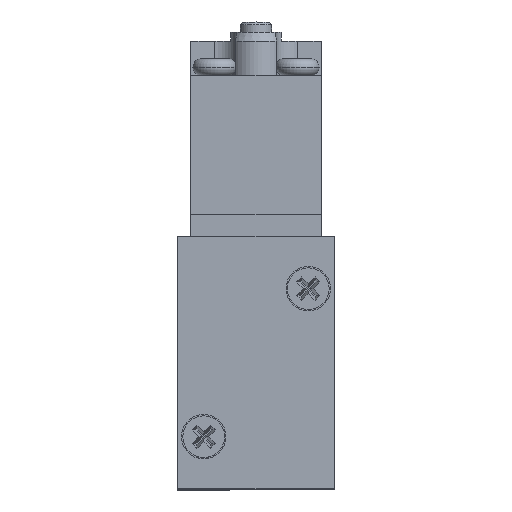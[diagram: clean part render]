
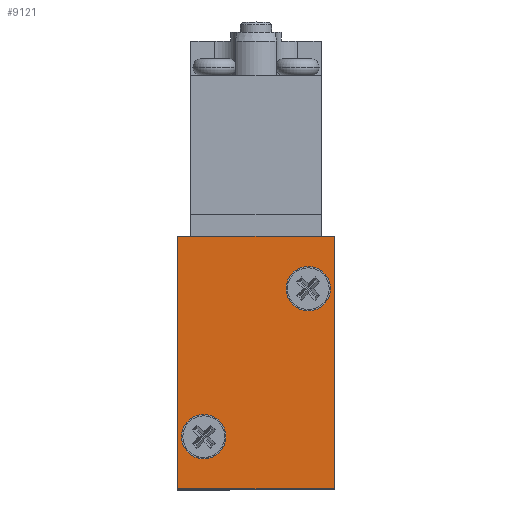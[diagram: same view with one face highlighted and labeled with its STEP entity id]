
A CAD part, top view. The second image highlights one B-rep face of the part: STEP entity #9121.
In plain terms, the highlighted planar face has unit normal (0, 0, 1).
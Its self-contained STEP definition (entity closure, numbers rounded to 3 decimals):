
#78 = CARTESIAN_POINT ( 'NONE',  ( -6., -23., 2.5 ) ) ;
#79 = DIRECTION ( 'NONE',  ( 0., 0., 1. ) ) ;
#80 = DIRECTION ( 'NONE',  ( 1., 0., 0. ) ) ;
#98 = CARTESIAN_POINT ( 'NONE',  ( 6., -6., 2.5 ) ) ;
#99 = DIRECTION ( 'NONE',  ( 0., 0., 1. ) ) ;
#100 = DIRECTION ( 'NONE',  ( 1., 0., 0. ) ) ;
#142 = CARTESIAN_POINT ( 'NONE',  ( 9., -29., 2.5 ) ) ;
#143 = DIRECTION ( 'NONE',  ( 0., 1., 0. ) ) ;
#148 = CARTESIAN_POINT ( 'NONE',  ( -6., -23., 2.5 ) ) ;
#149 = DIRECTION ( 'NONE',  ( 0., 0., 1. ) ) ;
#150 = DIRECTION ( 'NONE',  ( 1., 0., 0. ) ) ;
#151 = CARTESIAN_POINT ( 'NONE',  ( 6., -6., 2.5 ) ) ;
#152 = DIRECTION ( 'NONE',  ( 0., 0., 1. ) ) ;
#153 = DIRECTION ( 'NONE',  ( 1., 0., 0. ) ) ;
#154 = CARTESIAN_POINT ( 'NONE',  ( -9., 0., 2.5 ) ) ;
#155 = DIRECTION ( 'NONE',  ( 1., 0., 0. ) ) ;
#156 = CARTESIAN_POINT ( 'NONE',  ( -9., -29., 2.5 ) ) ;
#157 = DIRECTION ( 'NONE',  ( 0., 1., 0. ) ) ;
#158 = CARTESIAN_POINT ( 'NONE',  ( -9., -29., 2.5 ) ) ;
#159 = DIRECTION ( 'NONE',  ( 1., 0., 0. ) ) ;
#595 = LINE ( 'NONE', #142, #596 ) ;
#596 = VECTOR ( 'NONE', #143, 1000. ) ;
#601 = CIRCLE ( 'NONE', #4729, 2.55 ) ;
#602 = LINE ( 'NONE', #154, #604 ) ;
#603 = CIRCLE ( 'NONE', #4730, 2.55 ) ;
#604 = VECTOR ( 'NONE', #155, 1000. ) ;
#605 = LINE ( 'NONE', #156, #606 ) ;
#606 = VECTOR ( 'NONE', #157, 1000. ) ;
#607 = LINE ( 'NONE', #158, #608 ) ;
#608 = VECTOR ( 'NONE', #159, 1000. ) ;
#1384 = EDGE_CURVE ( 'NONE', #12797, #12796, #4686, .T. ) ;
#1392 = EDGE_CURVE ( 'NONE', #12789, #12788, #4698, .T. ) ;
#1412 = EDGE_CURVE ( 'NONE', #13082, #12771, #595, .T. ) ;
#1415 = EDGE_CURVE ( 'NONE', #12796, #12797, #601, .T. ) ;
#1416 = EDGE_CURVE ( 'NONE', #12788, #12789, #603, .T. ) ;
#1417 = EDGE_CURVE ( 'NONE', #13080, #12771, #602, .T. ) ;
#1418 = EDGE_CURVE ( 'NONE', #13079, #13080, #605, .T. ) ;
#1419 = EDGE_CURVE ( 'NONE', #13079, #13082, #607, .T. ) ;
#3136 = CARTESIAN_POINT ( 'NONE',  ( 9., 0., 2.5 ) ) ;
#3153 = CARTESIAN_POINT ( 'NONE',  ( 8.55, -6., 2.5 ) ) ;
#3154 = CARTESIAN_POINT ( 'NONE',  ( 3.45, -6., 2.5 ) ) ;
#3161 = CARTESIAN_POINT ( 'NONE',  ( -3.45, -23., 2.5 ) ) ;
#3162 = CARTESIAN_POINT ( 'NONE',  ( -8.55, -23., 2.5 ) ) ;
#4686 = CIRCLE ( 'NONE', #4721, 2.55 ) ;
#4698 = CIRCLE ( 'NONE', #4725, 2.55 ) ;
#4721 = AXIS2_PLACEMENT_3D ( 'NONE', #78, #79, #80 ) ;
#4725 = AXIS2_PLACEMENT_3D ( 'NONE', #98, #99, #100 ) ;
#4729 = AXIS2_PLACEMENT_3D ( 'NONE', #148, #149, #150 ) ;
#4730 = AXIS2_PLACEMENT_3D ( 'NONE', #151, #152, #153 ) ;
#5178 = AXIS2_PLACEMENT_3D ( 'NONE', #17173, #17174, #17175 ) ;
#7351 = ORIENTED_EDGE ( 'NONE', *, *, #1415, .F. ) ;
#7352 = ORIENTED_EDGE ( 'NONE', *, *, #1384, .F. ) ;
#7353 = ORIENTED_EDGE ( 'NONE', *, *, #1416, .F. ) ;
#7354 = ORIENTED_EDGE ( 'NONE', *, *, #1392, .F. ) ;
#7355 = ORIENTED_EDGE ( 'NONE', *, *, #1417, .F. ) ;
#7356 = ORIENTED_EDGE ( 'NONE', *, *, #1418, .F. ) ;
#7357 = ORIENTED_EDGE ( 'NONE', *, *, #1419, .T. ) ;
#7358 = ORIENTED_EDGE ( 'NONE', *, *, #1412, .T. ) ;
#7651 = CARTESIAN_POINT ( 'NONE',  ( -9., -29., 2.5 ) ) ;
#7652 = CARTESIAN_POINT ( 'NONE',  ( -9., 0., 2.5 ) ) ;
#7654 = CARTESIAN_POINT ( 'NONE',  ( 9., -29., 2.5 ) ) ;
#9121 = ADVANCED_FACE ( 'NONE', ( #10491, #10492, #10493 ), #17172, .T. ) ;
#10491 = FACE_BOUND ( 'NONE', #13739, .T. ) ;
#10492 = FACE_BOUND ( 'NONE', #13736, .T. ) ;
#10493 = FACE_OUTER_BOUND ( 'NONE', #13655, .T. ) ;
#12771 = VERTEX_POINT ( 'NONE', #3136 ) ;
#12788 = VERTEX_POINT ( 'NONE', #3153 ) ;
#12789 = VERTEX_POINT ( 'NONE', #3154 ) ;
#12796 = VERTEX_POINT ( 'NONE', #3161 ) ;
#12797 = VERTEX_POINT ( 'NONE', #3162 ) ;
#13079 = VERTEX_POINT ( 'NONE', #7651 ) ;
#13080 = VERTEX_POINT ( 'NONE', #7652 ) ;
#13082 = VERTEX_POINT ( 'NONE', #7654 ) ;
#13655 = EDGE_LOOP ( 'NONE', ( #7355, #7356, #7357, #7358 ) ) ;
#13736 = EDGE_LOOP ( 'NONE', ( #7353, #7354 ) ) ;
#13739 = EDGE_LOOP ( 'NONE', ( #7351, #7352 ) ) ;
#17172 = PLANE ( 'NONE',  #5178 ) ;
#17173 = CARTESIAN_POINT ( 'NONE',  ( -9., -29., 2.5 ) ) ;
#17174 = DIRECTION ( 'NONE',  ( 0., 0., 1. ) ) ;
#17175 = DIRECTION ( 'NONE',  ( 1., 0., 0. ) ) ;
